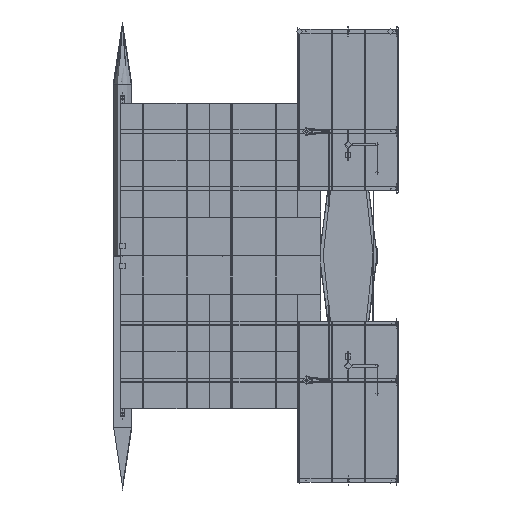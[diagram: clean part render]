
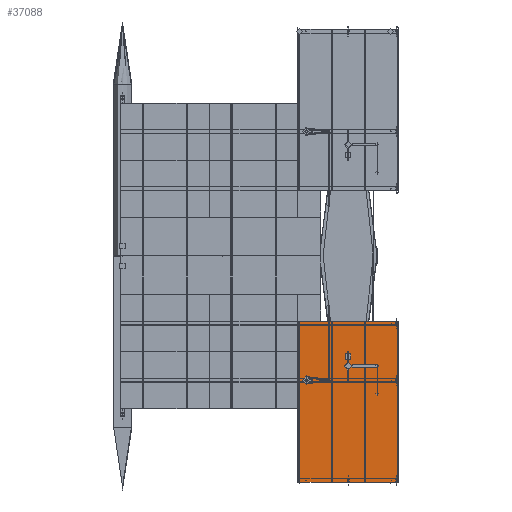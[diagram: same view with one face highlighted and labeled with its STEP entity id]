
A CAD part, top view. The second image highlights one B-rep face of the part: STEP entity #37088.
In plain terms, the highlighted free-form (B-spline) face has degree [1, 1] with [2, 2] control points.
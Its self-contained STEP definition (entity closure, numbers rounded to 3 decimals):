
#37031 = VERTEX_POINT('',#37032);
#37032 = CARTESIAN_POINT('',(3485.9,-1298.9,1542.2));
#37045 = VERTEX_POINT('',#37046);
#37046 = CARTESIAN_POINT('',(3485.9,-4500.,1542.2));
#37051 = EDGE_CURVE('',#37031,#37045,#37052,.T.);
#37052 = B_SPLINE_CURVE_WITH_KNOTS('',1,(#37053,#37054),.UNSPECIFIED.,
  .F.,.F.,(2,2),(0.,3201.1),.PIECEWISE_BEZIER_KNOTS.);
#37053 = CARTESIAN_POINT('',(3485.9,-1298.9,1542.2));
#37054 = CARTESIAN_POINT('',(3485.9,-4500.,1542.2));
#37072 = EDGE_CURVE('',#37031,#37073,#37075,.T.);
#37073 = VERTEX_POINT('',#37074);
#37074 = CARTESIAN_POINT('',(5485.9,-1298.9,1542.2));
#37075 = B_SPLINE_CURVE_WITH_KNOTS('',1,(#37076,#37077),.UNSPECIFIED.,
  .F.,.F.,(2,2),(0.,2000.),.PIECEWISE_BEZIER_KNOTS.);
#37076 = CARTESIAN_POINT('',(3485.9,-1298.9,1542.2));
#37077 = CARTESIAN_POINT('',(5485.9,-1298.9,1542.2));
#37088 = ADVANCED_FACE('',(#37089,#37105),#37119,.F.);
#37089 = FACE_BOUND('',#37090,.F.);
#37090 = EDGE_LOOP('',(#37091,#37092,#37093,#37100));
#37091 = ORIENTED_EDGE('',*,*,#37051,.F.);
#37092 = ORIENTED_EDGE('',*,*,#37072,.T.);
#37093 = ORIENTED_EDGE('',*,*,#37094,.T.);
#37094 = EDGE_CURVE('',#37073,#37095,#37097,.T.);
#37095 = VERTEX_POINT('',#37096);
#37096 = CARTESIAN_POINT('',(5485.9,-4500.,1542.2));
#37097 = B_SPLINE_CURVE_WITH_KNOTS('',1,(#37098,#37099),.UNSPECIFIED.,
  .F.,.F.,(2,2),(0.,3201.1),.PIECEWISE_BEZIER_KNOTS.);
#37098 = CARTESIAN_POINT('',(5485.9,-1298.9,1542.2));
#37099 = CARTESIAN_POINT('',(5485.9,-4500.,1542.2));
#37100 = ORIENTED_EDGE('',*,*,#37101,.F.);
#37101 = EDGE_CURVE('',#37045,#37095,#37102,.T.);
#37102 = B_SPLINE_CURVE_WITH_KNOTS('',1,(#37103,#37104),.UNSPECIFIED.,
  .F.,.F.,(2,2),(0.,2000.),.PIECEWISE_BEZIER_KNOTS.);
#37103 = CARTESIAN_POINT('',(3485.9,-4500.,1542.2));
#37104 = CARTESIAN_POINT('',(5485.9,-4500.,1542.2));
#37105 = FACE_BOUND('',#37106,.F.);
#37106 = EDGE_LOOP('',(#37107));
#37107 = ORIENTED_EDGE('',*,*,#37108,.F.);
#37108 = EDGE_CURVE('',#37109,#37109,#37111,.T.);
#37109 = VERTEX_POINT('',#37110);
#37110 = CARTESIAN_POINT('',(3747.9,-2471.,1542.2));
#37111 = ( BOUNDED_CURVE() B_SPLINE_CURVE(2,(#37112,#37113,#37114,#37115
    ,#37116,#37117,#37118),.UNSPECIFIED.,.T.,.F.) 
B_SPLINE_CURVE_WITH_KNOTS((1,2,2,2,2,1),(-2.094,0.,
    2.094,4.189,6.283,8.378),
.UNSPECIFIED.) CURVE() GEOMETRIC_REPRESENTATION_ITEM() 
RATIONAL_B_SPLINE_CURVE((1.,0.5,1.,0.5,1.,0.5,1.)) REPRESENTATION_ITEM(
  '') );
#37112 = CARTESIAN_POINT('',(3747.9,-2471.,1542.2));
#37113 = CARTESIAN_POINT('',(3747.9,-2621.688,1542.2)
  );
#37114 = CARTESIAN_POINT('',(3617.4,-2546.344,1542.2)
  );
#37115 = CARTESIAN_POINT('',(3486.9,-2471.,1542.2));
#37116 = CARTESIAN_POINT('',(3617.4,-2395.656,1542.2)
  );
#37117 = CARTESIAN_POINT('',(3747.9,-2320.312,1542.2)
  );
#37118 = CARTESIAN_POINT('',(3747.9,-2471.,1542.2));
#37119 = B_SPLINE_SURFACE_WITH_KNOTS('',1,1,(
    (#37120,#37121)
    ,(#37122,#37123
  )),.UNSPECIFIED.,.F.,.F.,.F.,(2,2),(2,2),(0.,2000.),(0.,3201.1),
  .PIECEWISE_BEZIER_KNOTS.);
#37120 = CARTESIAN_POINT('',(3485.9,-1298.9,1542.2));
#37121 = CARTESIAN_POINT('',(3485.9,-4500.,1542.2));
#37122 = CARTESIAN_POINT('',(5485.9,-1298.9,1542.2));
#37123 = CARTESIAN_POINT('',(5485.9,-4500.,1542.2));
